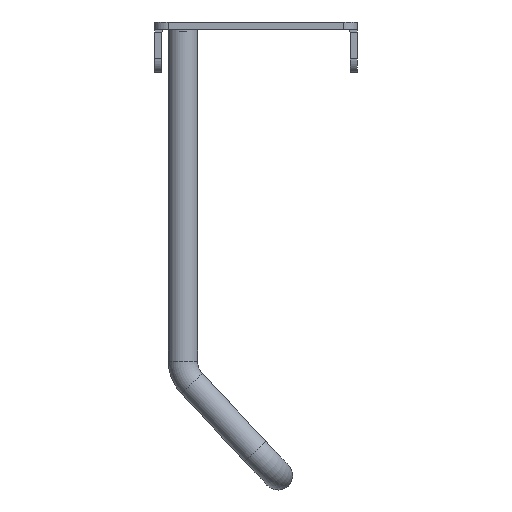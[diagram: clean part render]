
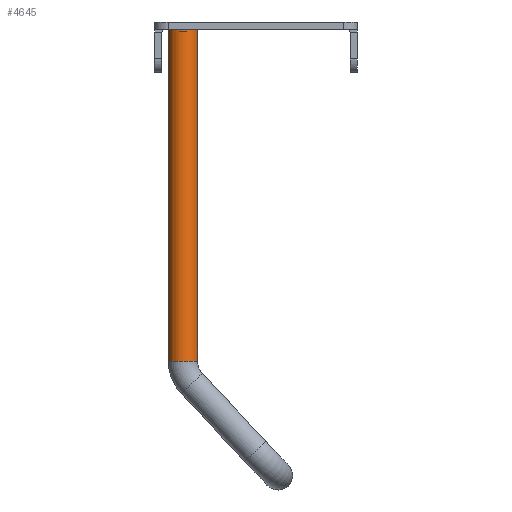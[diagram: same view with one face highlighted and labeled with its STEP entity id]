
A CAD part, left-side view. The second image highlights one B-rep face of the part: STEP entity #4645.
In plain terms, the highlighted cylindrical face has radius 3.175 mm (diameter 6.35 mm), a full revolution.
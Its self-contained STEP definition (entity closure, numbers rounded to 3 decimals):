
#205=CYLINDRICAL_SURFACE('',#4937,3.175);
#430=FACE_OUTER_BOUND('',#665,.T.);
#665=EDGE_LOOP('',(#3223,#3224,#3225,#3226,#3227));
#1001=LINE('',#6876,#1406);
#1406=VECTOR('',#5454,3.175);
#1817=CIRCLE('',#4938,3.175);
#1818=CIRCLE('',#4939,3.175);
#1819=CIRCLE('',#4940,3.175);
#2033=VERTEX_POINT('',#6873);
#2034=VERTEX_POINT('',#6875);
#2035=VERTEX_POINT('',#6877);
#2490=EDGE_CURVE('',#2033,#2033,#1817,.T.);
#2491=EDGE_CURVE('',#2033,#2034,#1001,.T.);
#2492=EDGE_CURVE('',#2034,#2035,#1818,.T.);
#2493=EDGE_CURVE('',#2035,#2034,#1819,.T.);
#3223=ORIENTED_EDGE('',*,*,#2490,.F.);
#3224=ORIENTED_EDGE('',*,*,#2491,.T.);
#3225=ORIENTED_EDGE('',*,*,#2492,.T.);
#3226=ORIENTED_EDGE('',*,*,#2493,.T.);
#3227=ORIENTED_EDGE('',*,*,#2491,.F.);
#4645=ADVANCED_FACE('',(#430),#205,.T.);
#4937=AXIS2_PLACEMENT_3D('',#6872,#5450,#5451);
#4938=AXIS2_PLACEMENT_3D('',#6874,#5452,#5453);
#4939=AXIS2_PLACEMENT_3D('',#6878,#5455,#5456);
#4940=AXIS2_PLACEMENT_3D('',#6879,#5457,#5458);
#5450=DIRECTION('center_axis',(0.,0.,
1.));
#5451=DIRECTION('ref_axis',(1.,0.,0.));
#5452=DIRECTION('center_axis',(0.,0.,
1.));
#5453=DIRECTION('ref_axis',(1.,0.,0.));
#5454=DIRECTION('',(0.,0.,-1.));
#5455=DIRECTION('center_axis',(0.,0.,
1.));
#5456=DIRECTION('ref_axis',(1.,0.,0.));
#5457=DIRECTION('center_axis',(0.,0.,
1.));
#5458=DIRECTION('ref_axis',(1.,0.,0.));
#6872=CARTESIAN_POINT('Origin',(-211.5,15.875,-72.));
#6873=CARTESIAN_POINT('',(-214.675,15.875,0.));
#6874=CARTESIAN_POINT('Origin',(-211.5,15.875,0.));
#6875=CARTESIAN_POINT('',(-214.675,15.875,-72.));
#6876=CARTESIAN_POINT('',(-214.675,15.875,-72.));
#6877=CARTESIAN_POINT('',(-211.5,12.7,-72.));
#6878=CARTESIAN_POINT('Origin',(-211.5,15.875,-72.));
#6879=CARTESIAN_POINT('Origin',(-211.5,15.875,-72.));
